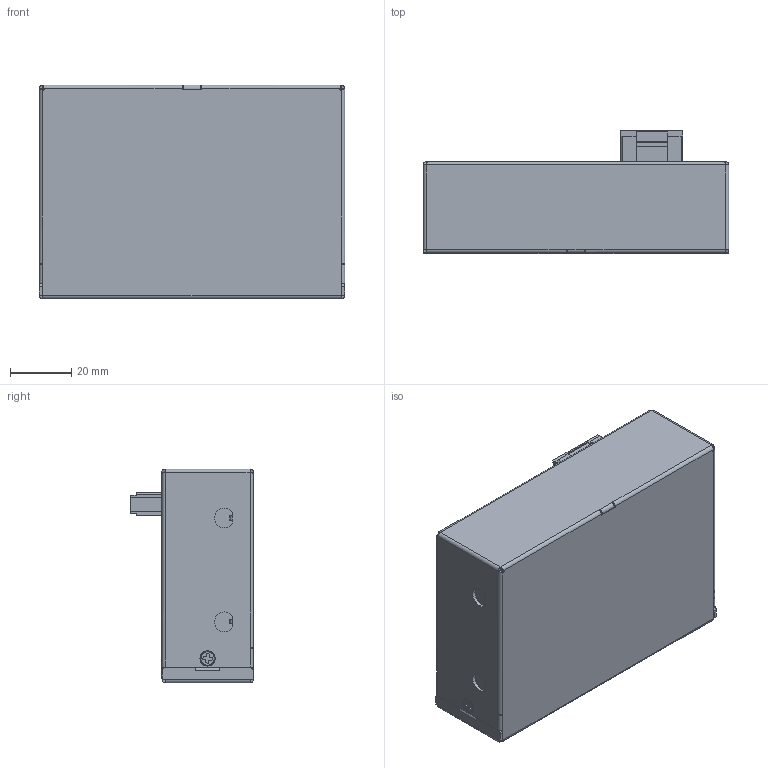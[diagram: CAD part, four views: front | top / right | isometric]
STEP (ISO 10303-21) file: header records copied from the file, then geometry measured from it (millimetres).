
FILE_DESCRIPTION (( 'STEP AP214' ), '1' );
FILE_NAME ('0_Assy UNO-2271G_E LV2_COM.STEP', '2022-02-25T06:57:04', ( '' ), ( '' ), 'SwSTEP 2.0', 'SolidWorks 2020', '' );
FILE_SCHEMA (( 'AUTOMOTIVE_DESIGN' ));
Length unit declared in the file: millimetre
Products named in the file (1): 0_Assy UNO-2271G_E LV2_COM
Bounding box: 100 x 40.2 x 70 mm (x, y, z)
Volume: 176241.4 mm3; surface area: 49673.8 mm2
Topology: 10 solids, 10 shells, 3210 faces, 8651 edges, 5648 vertices
Faces by surface type: plane 2483, cylinder 629, bspline 74, torus 12, cone 12
Entity records: 112386 total; most frequent: CARTESIAN_POINT 22900, ORIENTED_EDGE 17294, DIRECTION 15841, EDGE_CURVE 8647, LINE 7173, VECTOR 7173, VERTEX_POINT 5648, AXIS2_PLACEMENT_3D 4334
